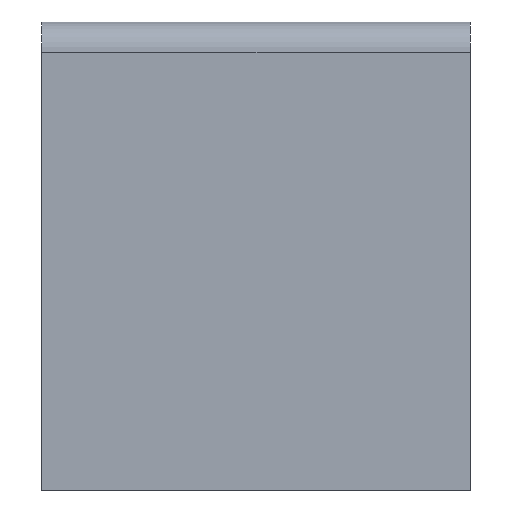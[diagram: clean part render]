
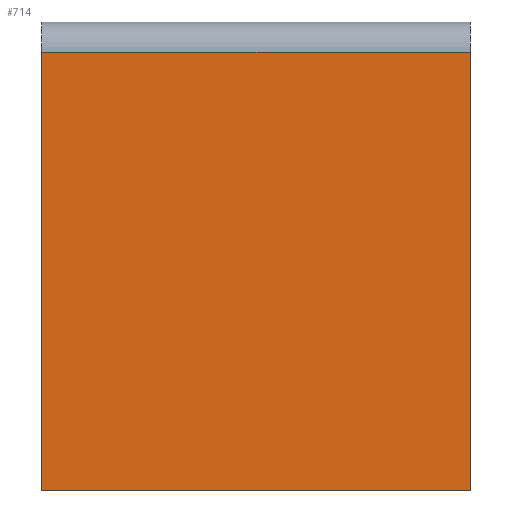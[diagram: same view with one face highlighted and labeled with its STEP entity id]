
A CAD part, left-side view. The second image highlights one B-rep face of the part: STEP entity #714.
In plain terms, the highlighted planar face has unit normal (-1, 0, 0).
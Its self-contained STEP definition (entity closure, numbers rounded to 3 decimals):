
#306=CARTESIAN_POINT('',(230.355,112.729,54.));
#307=VERTEX_POINT('',#306);
#315=CARTESIAN_POINT('',(230.355,112.729,-90.));
#316=VERTEX_POINT('',#315);
#317=CARTESIAN_POINT('',(230.355,112.729,54.));
#318=DIRECTION('',(0.,0.,-1.));
#319=VECTOR('',#318,144.);
#320=LINE('',#317,#319);
#321=EDGE_CURVE('',#307,#316,#320,.T.);
#422=CARTESIAN_POINT('',(230.355,253.729,54.));
#423=VERTEX_POINT('',#422);
#424=CARTESIAN_POINT('',(230.355,253.729,-90.));
#425=VERTEX_POINT('',#424);
#426=CARTESIAN_POINT('',(230.355,253.729,54.));
#427=DIRECTION('',(0.,0.,-1.));
#428=VECTOR('',#427,144.);
#429=LINE('',#426,#428);
#430=EDGE_CURVE('',#423,#425,#429,.T.);
#693=CARTESIAN_POINT('',(230.355,463.729,-25.));
#694=DIRECTION('',(-1.,0.,0.));
#695=DIRECTION('',(0.,0.,1.));
#696=AXIS2_PLACEMENT_3D('',#693,#694,#695);
#697=PLANE('',#696);
#698=ORIENTED_EDGE('',*,*,#321,.F.);
#699=CARTESIAN_POINT('',(230.355,112.729,54.));
#700=DIRECTION('',(-0.,1.,-0.));
#701=VECTOR('',#700,141.);
#702=LINE('',#699,#701);
#703=EDGE_CURVE('',#307,#423,#702,.T.);
#704=ORIENTED_EDGE('',*,*,#703,.T.);
#705=ORIENTED_EDGE('',*,*,#430,.T.);
#706=CARTESIAN_POINT('',(230.355,253.729,-90.));
#707=DIRECTION('',(0.,-1.,0.));
#708=VECTOR('',#707,141.);
#709=LINE('',#706,#708);
#710=EDGE_CURVE('',#425,#316,#709,.T.);
#711=ORIENTED_EDGE('',*,*,#710,.T.);
#712=EDGE_LOOP('',(#698,#704,#705,#711));
#713=FACE_BOUND('',#712,.T.);
#714=ADVANCED_FACE('',(#713),#697,.T.);
